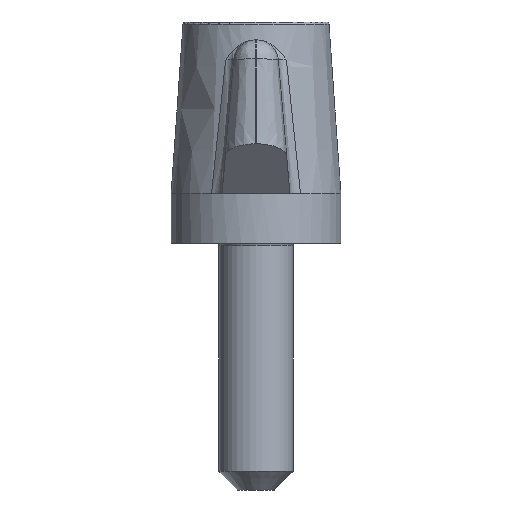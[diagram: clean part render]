
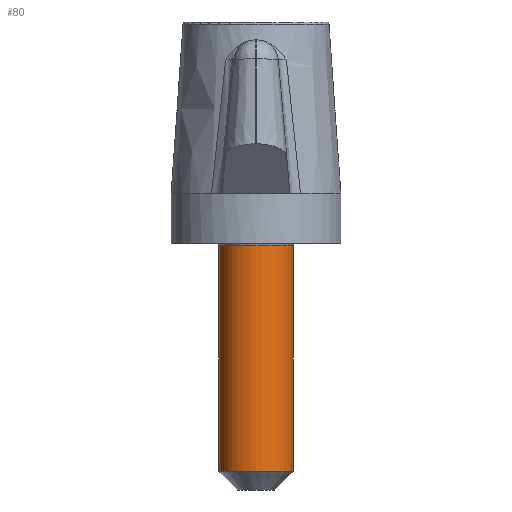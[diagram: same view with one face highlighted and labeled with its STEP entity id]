
A CAD part, front view. The second image highlights one B-rep face of the part: STEP entity #80.
In plain terms, the highlighted cylindrical face has radius 3 mm (diameter 6 mm), a full revolution.
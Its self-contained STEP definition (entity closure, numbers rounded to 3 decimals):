
#80 = ADVANCED_FACE( '', ( #198, #199 ), #200, .T. );
#198 = FACE_OUTER_BOUND( '', #362, .T. );
#199 = FACE_OUTER_BOUND( '', #363, .T. );
#200 = CYLINDRICAL_SURFACE( '', #364, 3. );
#362 = EDGE_LOOP( '', ( #3248 ) );
#363 = EDGE_LOOP( '', ( #3249 ) );
#364 = AXIS2_PLACEMENT_3D( '', #3250, #3251, #3252 );
#3248 = ORIENTED_EDGE( '', *, *, #3575, .T. );
#3249 = ORIENTED_EDGE( '', *, *, #3576, .T. );
#3250 = CARTESIAN_POINT( '', ( 0., 0., -77. ) );
#3251 = DIRECTION( '', ( 0., 0., -1. ) );
#3252 = DIRECTION( '', ( 1., 0., 0. ) );
#3575 = EDGE_CURVE( '', #3732, #3732, #3733, .F. );
#3576 = EDGE_CURVE( '', #3734, #3734, #3735, .T. );
#3732 = VERTEX_POINT( '', #3985 );
#3733 = CIRCLE( '', #3986, 3. );
#3734 = VERTEX_POINT( '', #3987 );
#3735 = CIRCLE( '', #3988, 3. );
#3985 = CARTESIAN_POINT( '', ( 3., 0., -0.2 ) );
#3986 = AXIS2_PLACEMENT_3D( '', #4936, #4937, #4938 );
#3987 = CARTESIAN_POINT( '', ( 3., 0., -18.5 ) );
#3988 = AXIS2_PLACEMENT_3D( '', #4939, #4940, #4941 );
#4936 = CARTESIAN_POINT( '', ( 0., 0., -0.2 ) );
#4937 = DIRECTION( '', ( 0., 0., 1. ) );
#4938 = DIRECTION( '', ( 1., 0., 0. ) );
#4939 = CARTESIAN_POINT( '', ( 0., 0., -18.5 ) );
#4940 = DIRECTION( '', ( 0., 0., 1. ) );
#4941 = DIRECTION( '', ( 1., 0., 0. ) );
